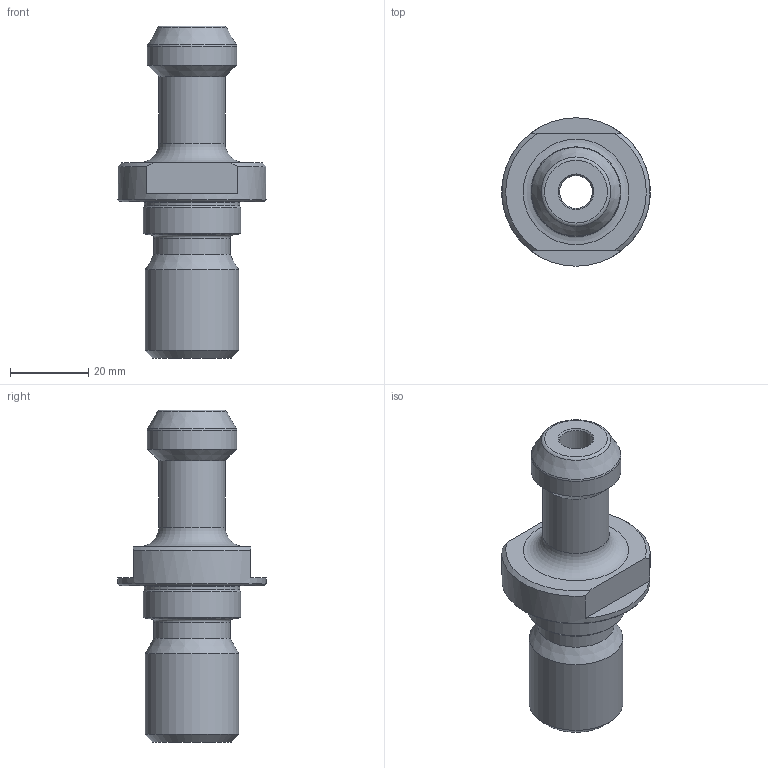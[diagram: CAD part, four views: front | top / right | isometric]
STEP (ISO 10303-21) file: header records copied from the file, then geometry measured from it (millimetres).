
FILE_DESCRIPTION(/* description */ (''),/* implementation_level */ '2;1');
FILE_NAME(/* name */ '1498467011790.stp',/* time_stamp */ '2017-06-26T10:50:15+02:00',/* author */ (''),/* organization */ ('SMS'),/* preprocessor_version */ 'ST-DEVELOPER v15',/* originating_system */ 'SIEMENS PLM Software NX 8.5',/* authorisation */ '');
FILE_SCHEMA (('AUTOMOTIVE_DESIGN { 1 0 10303 214 3 1 1 1 }'));
Length unit declared in the file: millimetre
Products named in the file (1): 201120409MOD000_00
Bounding box: 38 x 38 x 85 mm (x, y, z)
Volume: 32548.6 mm3; surface area: 10593.2 mm2
Topology: 1 solids, 1 shells, 35 faces, 73 edges, 44 vertices
Faces by surface type: cone 12, plane 10, cylinder 8, torus 5
Full cylindrical faces by diameter (mm): 8.5 x1, 17 x1, 19.5 x1, 23 x1, 24 x1, 24.5 x1, 25 x1, 38 x1
Entity records: 838 total; most frequent: DIRECTION 154, CARTESIAN_POINT 137, ORIENTED_EDGE 92, AXIS2_PLACEMENT_3D 73, EDGE_LOOP 64, FACE_BOUND 58, EDGE_CURVE 46, VERTEX_POINT 40
